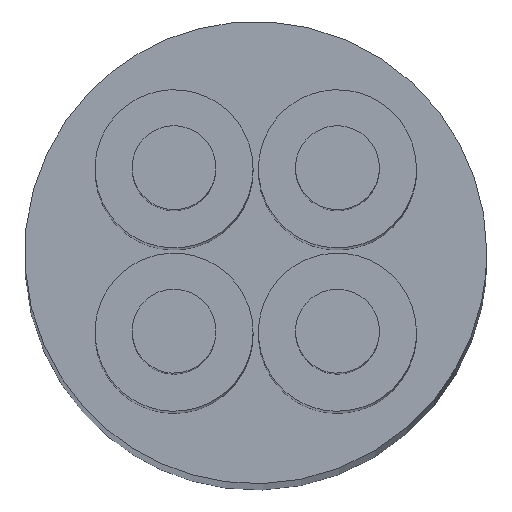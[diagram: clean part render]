
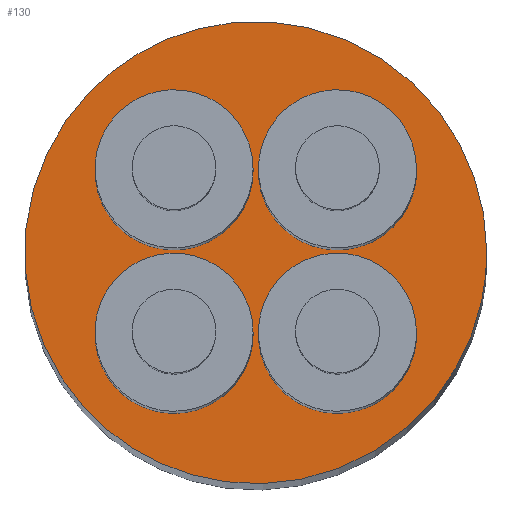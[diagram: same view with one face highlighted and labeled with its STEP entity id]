
A CAD part, top view. The second image highlights one B-rep face of the part: STEP entity #130.
In plain terms, the highlighted free-form (B-spline) face has degree [1, 1] with [2, 2] control points.
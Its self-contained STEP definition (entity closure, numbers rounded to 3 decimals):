
#34 = VERTEX_POINT('',#35);
#35 = CARTESIAN_POINT('',(4.931,0.,77.862));
#40 = EDGE_CURVE('',#34,#34,#41,.T.);
#41 = ( BOUNDED_CURVE() B_SPLINE_CURVE(2,(#42,#43,#44,#45,#46,#47,#48),
.UNSPECIFIED.,.T.,.F.) B_SPLINE_CURVE_WITH_KNOTS((1,2,2,2,2,1),(
    -2.094,0.,2.094,4.189,6.283,
8.378),.UNSPECIFIED.) CURVE() GEOMETRIC_REPRESENTATION_ITEM() 
RATIONAL_B_SPLINE_CURVE((1.,0.5,1.,0.5,1.,0.5,1.)) REPRESENTATION_ITEM(
  '') );
#42 = CARTESIAN_POINT('',(4.931,0.,77.862));
#43 = CARTESIAN_POINT('',(4.931,8.541,77.862)
  );
#44 = CARTESIAN_POINT('',(-2.466,4.271,77.862
    ));
#45 = CARTESIAN_POINT('',(-9.862,0.,
    77.862));
#46 = CARTESIAN_POINT('',(-2.466,-4.271,
    77.862));
#47 = CARTESIAN_POINT('',(4.931,-8.541,77.862
    ));
#48 = CARTESIAN_POINT('',(4.931,0.,77.862));
#130 = ADVANCED_FACE('',(#131,#134,#148,#162,#176),#190,.T.);
#131 = FACE_BOUND('',#132,.T.);
#132 = EDGE_LOOP('',(#133));
#133 = ORIENTED_EDGE('',*,*,#40,.T.);
#134 = FACE_BOUND('',#135,.T.);
#135 = EDGE_LOOP('',(#136));
#136 = ORIENTED_EDGE('',*,*,#137,.F.);
#137 = EDGE_CURVE('',#138,#138,#140,.T.);
#138 = VERTEX_POINT('',#139);
#139 = CARTESIAN_POINT('',(-0.056,-1.743,
    77.862));
#140 = ( BOUNDED_CURVE() B_SPLINE_CURVE(2,(#141,#142,#143,#144,#145,#146
,#147),.UNSPECIFIED.,.T.,.F.) B_SPLINE_CURVE_WITH_KNOTS((1,2,2,2,2,1),(
    -2.094,0.,2.094,4.189,6.283,
8.378),.UNSPECIFIED.) CURVE() GEOMETRIC_REPRESENTATION_ITEM() 
RATIONAL_B_SPLINE_CURVE((1.,0.5,1.,0.5,1.,0.5,1.)) REPRESENTATION_ITEM(
  '') );
#141 = CARTESIAN_POINT('',(-0.056,-1.743,
    77.862));
#142 = CARTESIAN_POINT('',(-0.056,1.179,
    77.862));
#143 = CARTESIAN_POINT('',(-2.587,-0.282,
    77.862));
#144 = CARTESIAN_POINT('',(-5.117,-1.743,
    77.862));
#145 = CARTESIAN_POINT('',(-2.587,-3.204,
    77.862));
#146 = CARTESIAN_POINT('',(-0.056,-4.665,
    77.862));
#147 = CARTESIAN_POINT('',(-0.056,-1.743,
    77.862));
#148 = FACE_BOUND('',#149,.T.);
#149 = EDGE_LOOP('',(#150));
#150 = ORIENTED_EDGE('',*,*,#151,.F.);
#151 = EDGE_CURVE('',#152,#152,#154,.T.);
#152 = VERTEX_POINT('',#153);
#153 = CARTESIAN_POINT('',(3.43,-1.743,
    77.862));
#154 = ( BOUNDED_CURVE() B_SPLINE_CURVE(2,(#155,#156,#157,#158,#159,#160
,#161),.UNSPECIFIED.,.T.,.F.) B_SPLINE_CURVE_WITH_KNOTS((1,2,2,2,2,1),(
    -2.094,0.,2.094,4.189,6.283,
8.378),.UNSPECIFIED.) CURVE() GEOMETRIC_REPRESENTATION_ITEM() 
RATIONAL_B_SPLINE_CURVE((1.,0.5,1.,0.5,1.,0.5,1.)) REPRESENTATION_ITEM(
  '') );
#155 = CARTESIAN_POINT('',(3.43,-1.743,
    77.862));
#156 = CARTESIAN_POINT('',(3.43,1.179,77.862
    ));
#157 = CARTESIAN_POINT('',(0.9,-0.282,77.862
    ));
#158 = CARTESIAN_POINT('',(-1.631,-1.743,
    77.862));
#159 = CARTESIAN_POINT('',(0.9,-3.204,77.862
    ));
#160 = CARTESIAN_POINT('',(3.43,-4.665,
    77.862));
#161 = CARTESIAN_POINT('',(3.43,-1.743,
    77.862));
#162 = FACE_BOUND('',#163,.T.);
#163 = EDGE_LOOP('',(#164));
#164 = ORIENTED_EDGE('',*,*,#165,.F.);
#165 = EDGE_CURVE('',#166,#166,#168,.T.);
#166 = VERTEX_POINT('',#167);
#167 = CARTESIAN_POINT('',(-0.056,1.743,
    77.862));
#168 = ( BOUNDED_CURVE() B_SPLINE_CURVE(2,(#169,#170,#171,#172,#173,#174
,#175),.UNSPECIFIED.,.T.,.F.) B_SPLINE_CURVE_WITH_KNOTS((1,2,2,2,2,1),(
    -2.094,0.,2.094,4.189,6.283,
8.378),.UNSPECIFIED.) CURVE() GEOMETRIC_REPRESENTATION_ITEM() 
RATIONAL_B_SPLINE_CURVE((1.,0.5,1.,0.5,1.,0.5,1.)) REPRESENTATION_ITEM(
  '') );
#169 = CARTESIAN_POINT('',(-0.056,1.743,
    77.862));
#170 = CARTESIAN_POINT('',(-0.056,4.665,
    77.862));
#171 = CARTESIAN_POINT('',(-2.587,3.204,
    77.862));
#172 = CARTESIAN_POINT('',(-5.117,1.743,
    77.862));
#173 = CARTESIAN_POINT('',(-2.587,0.282,
    77.862));
#174 = CARTESIAN_POINT('',(-0.056,-1.179,
    77.862));
#175 = CARTESIAN_POINT('',(-0.056,1.743,
    77.862));
#176 = FACE_BOUND('',#177,.T.);
#177 = EDGE_LOOP('',(#178));
#178 = ORIENTED_EDGE('',*,*,#179,.F.);
#179 = EDGE_CURVE('',#180,#180,#182,.T.);
#180 = VERTEX_POINT('',#181);
#181 = CARTESIAN_POINT('',(3.43,1.743,77.862
    ));
#182 = ( BOUNDED_CURVE() B_SPLINE_CURVE(2,(#183,#184,#185,#186,#187,#188
,#189),.UNSPECIFIED.,.T.,.F.) B_SPLINE_CURVE_WITH_KNOTS((1,2,2,2,2,1),(
    -2.094,0.,2.094,4.189,6.283,
8.378),.UNSPECIFIED.) CURVE() GEOMETRIC_REPRESENTATION_ITEM() 
RATIONAL_B_SPLINE_CURVE((1.,0.5,1.,0.5,1.,0.5,1.)) REPRESENTATION_ITEM(
  '') );
#183 = CARTESIAN_POINT('',(3.43,1.743,77.862
    ));
#184 = CARTESIAN_POINT('',(3.43,4.665,77.862
    ));
#185 = CARTESIAN_POINT('',(0.9,3.204,77.862)
  );
#186 = CARTESIAN_POINT('',(-1.631,1.743,
    77.862));
#187 = CARTESIAN_POINT('',(0.9,0.282,77.862)
  );
#188 = CARTESIAN_POINT('',(3.43,-1.179,
    77.862));
#189 = CARTESIAN_POINT('',(3.43,1.743,77.862
    ));
#190 = B_SPLINE_SURFACE_WITH_KNOTS('',1,1,(
    (#191,#192)
    ,(#193,#194
    )),.UNSPECIFIED.,.F.,.F.,.F.,(2,2),(2,2),(-3.8,3.8),(-3.8,3.8),
  .PIECEWISE_BEZIER_KNOTS.);
#191 = CARTESIAN_POINT('',(-4.931,-4.931,
    77.862));
#192 = CARTESIAN_POINT('',(-4.931,4.931,
    77.862));
#193 = CARTESIAN_POINT('',(4.931,-4.931,
    77.862));
#194 = CARTESIAN_POINT('',(4.931,4.931,77.862
    ));
